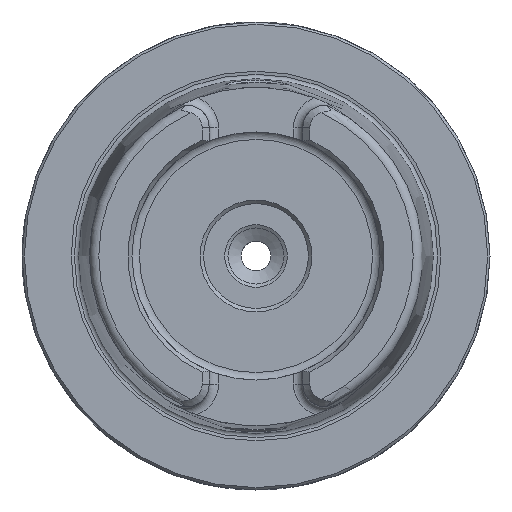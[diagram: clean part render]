
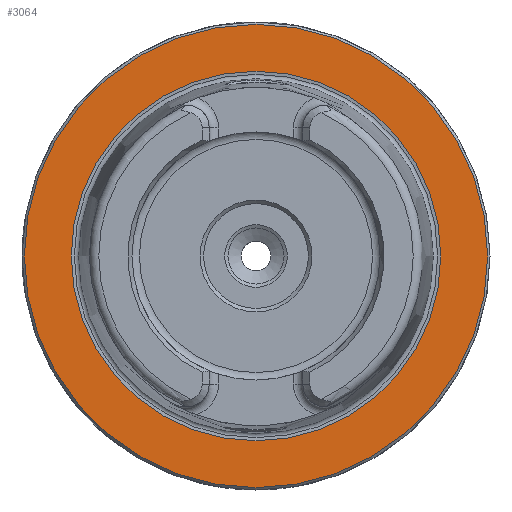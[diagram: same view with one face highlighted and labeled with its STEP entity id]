
A CAD part, left-side view. The second image highlights one B-rep face of the part: STEP entity #3064.
In plain terms, the highlighted planar face has unit normal (-1, 0, 0).
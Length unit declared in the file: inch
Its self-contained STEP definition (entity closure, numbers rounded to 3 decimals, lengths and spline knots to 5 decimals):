
#3030=CARTESIAN_POINT('',(0.0,1.94882,0.));
#3031=VERTEX_POINT('',#3030);
#3032=CARTESIAN_POINT('',(0.0,0.0,0.0));
#3033=DIRECTION('',(1.0,0.0,0.0));
#3034=DIRECTION('',(0.0,-1.0,0.0));
#3035=AXIS2_PLACEMENT_3D('',#3032,#3033,#3034);
#3036=CIRCLE('',#3035,1.94882);
#3037=EDGE_CURVE('',#3031,#3031,#3036,.T.);
#3045=CARTESIAN_POINT('',(0.0,0.98425,0.0));
#3046=DIRECTION('',(-1.0,0.0,0.0));
#3047=DIRECTION('',(0.0,0.0,1.0));
#3048=AXIS2_PLACEMENT_3D('',#3045,#3046,#3047);
#3049=PLANE('',#3048);
#3050=ORIENTED_EDGE('',*,*,#3037,.F.);
#3051=EDGE_LOOP('',(#3050));
#3052=FACE_OUTER_BOUND('',#3051,.T.);
#3053=CARTESIAN_POINT('',(0.0,1.55442,0.0));
#3054=VERTEX_POINT('',#3053);
#3055=CARTESIAN_POINT('',(0.0,0.0,0.0));
#3056=DIRECTION('',(1.0,0.0,0.0));
#3057=DIRECTION('',(0.0,1.0,0.0));
#3058=AXIS2_PLACEMENT_3D('',#3055,#3056,#3057);
#3059=CIRCLE('',#3058,1.55442);
#3060=EDGE_CURVE('',#3054,#3054,#3059,.T.);
#3061=ORIENTED_EDGE('',*,*,#3060,.T.);
#3062=EDGE_LOOP('',(#3061));
#3063=FACE_BOUND('',#3062,.T.);
#3064=ADVANCED_FACE('',(#3052,#3063),#3049,.T.);
